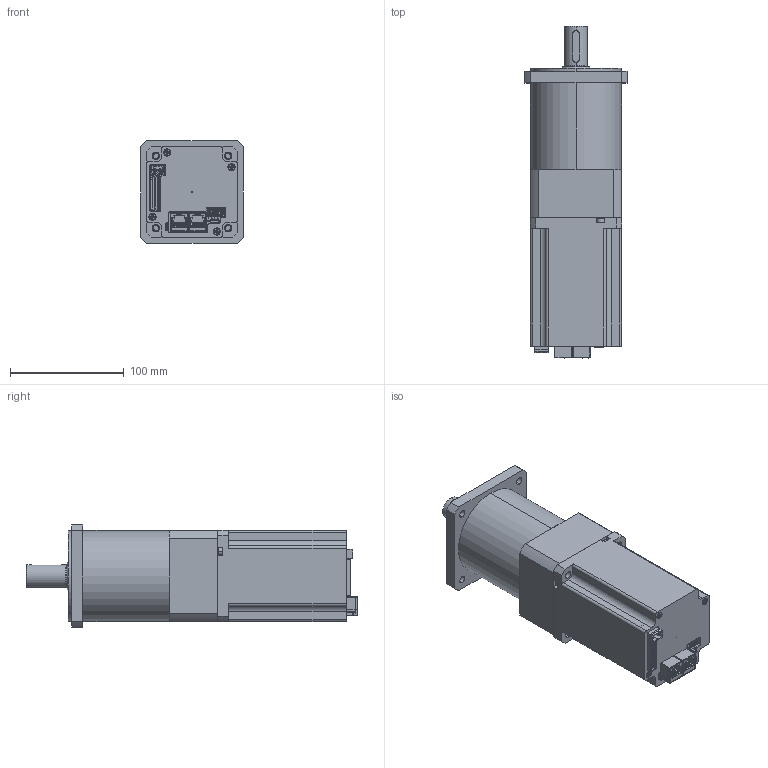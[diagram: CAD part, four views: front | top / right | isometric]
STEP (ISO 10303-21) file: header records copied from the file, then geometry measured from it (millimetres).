
FILE_DESCRIPTION (( 'STEP AP203' ), '1' );
FILE_NAME ('装配体20201231.STEP', '2020-12-31T00:55:53', ( '微软用户' ), ( '微软中国' ), 'SwSTEP 2.0', 'SolidWorks 2016', '' );
FILE_SCHEMA (( 'CONFIG_CONTROL_DESIGN' ));
Length unit declared in the file: millimetre
Products named in the file (3): PD6-CB80M048030-E-09; PLF080-10; 蚾饜极20201231
Assembly tree (2 placements, depth 2):
  蚾饜极20201231
    PD6-CB80M048030-E-09
    PLF080-10
Bounding box: 90 x 291.6 x 90 mm (x, y, z)
Volume: 808235.4 mm3; surface area: 204369.7 mm2
Topology: 5 solids, 35 shells, 5215 faces, 14511 edges, 9288 vertices
Faces by surface type: plane 3379, cylinder 1282, bspline 270, cone 208, torus 76
Entity records: 173711 total; most frequent: CARTESIAN_POINT 39964, ORIENTED_EDGE 28862, DIRECTION 26538, EDGE_CURVE 14431, LINE 10482, VECTOR 10482, VERTEX_POINT 9284, AXIS2_PLACEMENT_3D 8028
